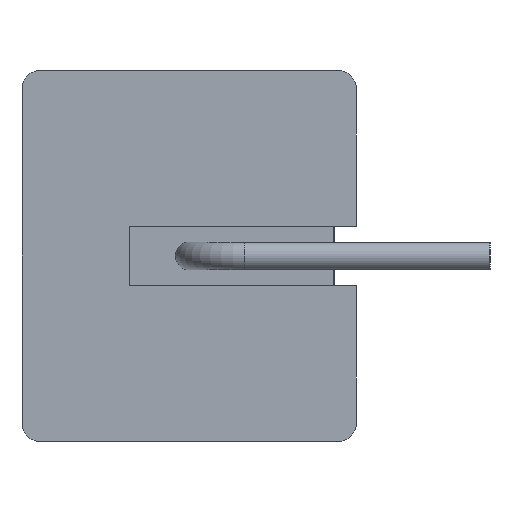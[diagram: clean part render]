
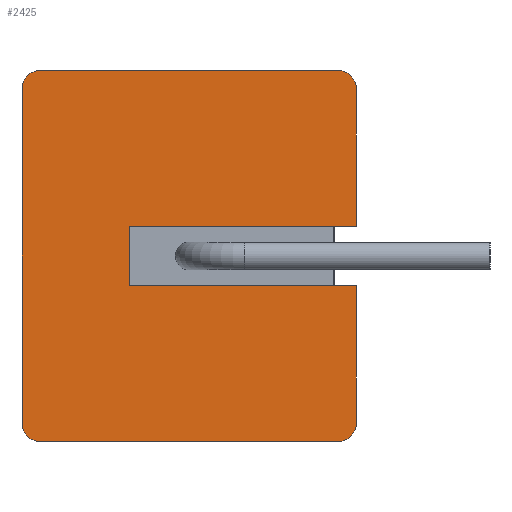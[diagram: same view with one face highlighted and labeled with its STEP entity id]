
A CAD part, left-side view. The second image highlights one B-rep face of the part: STEP entity #2425.
In plain terms, the highlighted planar face has unit normal (-1, 0, 0).
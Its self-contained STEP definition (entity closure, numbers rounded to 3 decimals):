
#138=PLANE('',#2586);
#231=FACE_OUTER_BOUND('',#360,.T.);
#360=EDGE_LOOP('',(#1722,#1723,#1724,#1725,#1726,#1727,#1728,#1729,#1730,
#1731,#1732,#1733));
#483=LINE('',#3276,#744);
#541=LINE('',#3535,#802);
#542=LINE('',#3540,#803);
#543=LINE('',#3544,#804);
#544=LINE('',#3546,#805);
#545=LINE('',#3548,#806);
#546=LINE('',#3550,#807);
#547=LINE('',#3551,#808);
#744=VECTOR('',#2752,1000.);
#802=VECTOR('',#2814,1000.);
#803=VECTOR('',#2819,1000.);
#804=VECTOR('',#2822,1000.);
#805=VECTOR('',#2823,1000.);
#806=VECTOR('',#2824,1000.);
#807=VECTOR('',#2825,1000.);
#808=VECTOR('',#2826,1000.);
#1018=CIRCLE('',#2587,0.5);
#1019=CIRCLE('',#2588,0.5);
#1020=CIRCLE('',#2589,0.5);
#1021=CIRCLE('',#2590,0.5);
#1043=VERTEX_POINT('',#3273);
#1044=VERTEX_POINT('',#3275);
#1129=VERTEX_POINT('',#3531);
#1130=VERTEX_POINT('',#3532);
#1131=VERTEX_POINT('',#3534);
#1132=VERTEX_POINT('',#3537);
#1133=VERTEX_POINT('',#3539);
#1134=VERTEX_POINT('',#3541);
#1135=VERTEX_POINT('',#3543);
#1136=VERTEX_POINT('',#3545);
#1137=VERTEX_POINT('',#3547);
#1138=VERTEX_POINT('',#3549);
#1279=EDGE_CURVE('',#1043,#1044,#483,.T.);
#1365=EDGE_CURVE('',#1129,#1130,#1018,.T.);
#1366=EDGE_CURVE('',#1129,#1131,#541,.T.);
#1367=EDGE_CURVE('',#1131,#1044,#1019,.T.);
#1368=EDGE_CURVE('',#1043,#1132,#1020,.T.);
#1369=EDGE_CURVE('',#1132,#1133,#542,.T.);
#1370=EDGE_CURVE('',#1134,#1133,#1021,.T.);
#1371=EDGE_CURVE('',#1134,#1135,#543,.T.);
#1372=EDGE_CURVE('',#1135,#1136,#544,.T.);
#1373=EDGE_CURVE('',#1136,#1137,#545,.T.);
#1374=EDGE_CURVE('',#1137,#1138,#546,.T.);
#1375=EDGE_CURVE('',#1138,#1130,#547,.T.);
#1722=ORIENTED_EDGE('',*,*,#1365,.F.);
#1723=ORIENTED_EDGE('',*,*,#1366,.T.);
#1724=ORIENTED_EDGE('',*,*,#1367,.T.);
#1725=ORIENTED_EDGE('',*,*,#1279,.F.);
#1726=ORIENTED_EDGE('',*,*,#1368,.T.);
#1727=ORIENTED_EDGE('',*,*,#1369,.T.);
#1728=ORIENTED_EDGE('',*,*,#1370,.F.);
#1729=ORIENTED_EDGE('',*,*,#1371,.T.);
#1730=ORIENTED_EDGE('',*,*,#1372,.T.);
#1731=ORIENTED_EDGE('',*,*,#1373,.T.);
#1732=ORIENTED_EDGE('',*,*,#1374,.T.);
#1733=ORIENTED_EDGE('',*,*,#1375,.T.);
#2425=ADVANCED_FACE('',(#231),#138,.T.);
#2586=AXIS2_PLACEMENT_3D('',#3530,#2810,#2811);
#2587=AXIS2_PLACEMENT_3D('',#3533,#2812,#2813);
#2588=AXIS2_PLACEMENT_3D('',#3536,#2815,#2816);
#2589=AXIS2_PLACEMENT_3D('',#3538,#2817,#2818);
#2590=AXIS2_PLACEMENT_3D('',#3542,#2820,#2821);
#2752=DIRECTION('',(0.,0.,1.));
#2810=DIRECTION('center_axis',(-1.,0.,0.));
#2811=DIRECTION('ref_axis',(0.,0.,1.));
#2812=DIRECTION('center_axis',(1.,0.,0.));
#2813=DIRECTION('ref_axis',(0.,0.,1.));
#2814=DIRECTION('',(0.,1.,0.));
#2815=DIRECTION('center_axis',(-1.,0.,0.));
#2816=DIRECTION('ref_axis',(0.,0.,-1.));
#2817=DIRECTION('center_axis',(-1.,0.,0.));
#2818=DIRECTION('ref_axis',(0.,0.,1.));
#2819=DIRECTION('',(0.,-1.,0.));
#2820=DIRECTION('center_axis',(1.,0.,0.));
#2821=DIRECTION('ref_axis',(0.,0.,-1.));
#2822=DIRECTION('',(0.,0.,1.));
#2823=DIRECTION('',(0.,1.,0.));
#2824=DIRECTION('',(0.,0.,1.));
#2825=DIRECTION('',(0.,-1.,0.));
#2826=DIRECTION('',(0.,0.,1.));
#3273=CARTESIAN_POINT('',(-11.,9.,-4.5));
#3275=CARTESIAN_POINT('',(-11.,9.,4.5));
#3276=CARTESIAN_POINT('',(-11.,9.,0.));
#3530=CARTESIAN_POINT('Origin',(-11.,0.,-5.));
#3531=CARTESIAN_POINT('',(-11.,0.5,5.));
#3532=CARTESIAN_POINT('',(-11.,0.,4.5));
#3533=CARTESIAN_POINT('Origin',(-11.,0.5,4.5));
#3534=CARTESIAN_POINT('',(-11.,8.5,5.));
#3535=CARTESIAN_POINT('',(-11.,0.,5.));
#3536=CARTESIAN_POINT('Origin',(-11.,8.5,4.5));
#3537=CARTESIAN_POINT('',(-11.,8.5,-5.));
#3538=CARTESIAN_POINT('Origin',(-11.,8.5,-4.5));
#3539=CARTESIAN_POINT('',(-11.,0.5,-5.));
#3540=CARTESIAN_POINT('',(-11.,0.,-5.));
#3541=CARTESIAN_POINT('',(-11.,0.,-4.5));
#3542=CARTESIAN_POINT('Origin',(-11.,0.5,-4.5));
#3543=CARTESIAN_POINT('',(-11.,0.,-0.8));
#3544=CARTESIAN_POINT('',(-11.,0.,-5.));
#3545=CARTESIAN_POINT('',(-11.,6.1,-0.8));
#3546=CARTESIAN_POINT('',(-11.,0.,-0.8));
#3547=CARTESIAN_POINT('',(-11.,6.1,0.8));
#3548=CARTESIAN_POINT('',(-11.,6.1,-5.));
#3549=CARTESIAN_POINT('',(-11.,0.,0.8));
#3550=CARTESIAN_POINT('',(-11.,0.,0.8));
#3551=CARTESIAN_POINT('',(-11.,0.,-5.));
